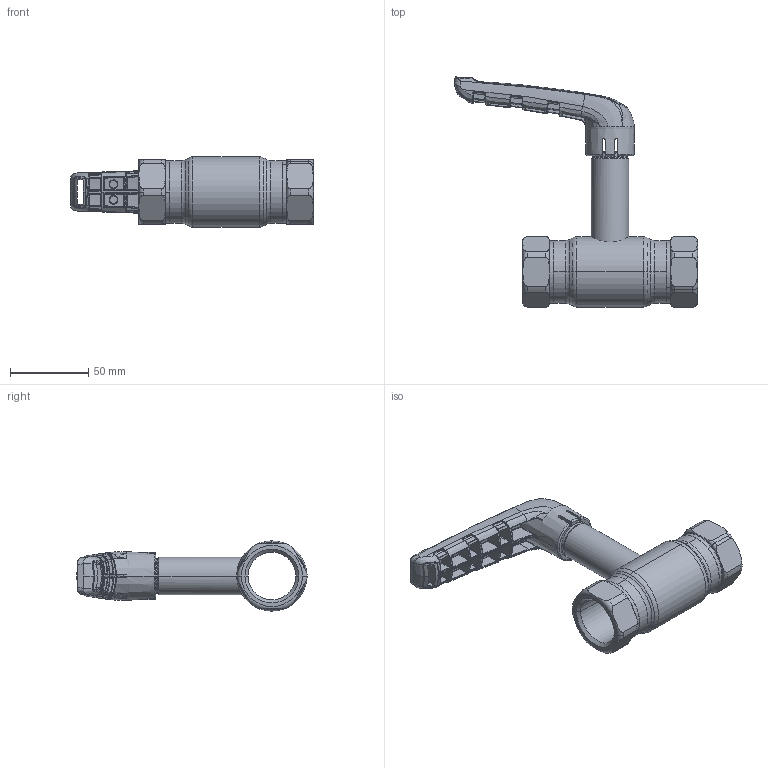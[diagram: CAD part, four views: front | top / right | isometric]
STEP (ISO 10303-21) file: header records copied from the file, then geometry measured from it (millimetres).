
FILE_DESCRIPTION (( 'STEP AP214' ), '1' );
FILE_NAME ('1025002001-xxxx.step', '2019-05-09T10:11:47', ( '' ), ( '' ), 'SwSTEP 2.0', 'SolidWorks 2017', '' );
FILE_SCHEMA (( 'AUTOMOTIVE_DESIGN' ));
Length unit declared in the file: millimetre
Products named in the file (1): 1025002001-xxxx
Bounding box: 155.57 x 147.31 x 45 mm (x, y, z)
Surface area: 44188.6 mm2 (no closed solid volume)
Topology: 0 solids, 7 shells, 751 faces, 2348 edges, 1498 vertices
Faces by surface type: bspline 575, plane 64, cylinder 46, torus 39, cone 21, sphere 6
Entity records: 57632 total; most frequent: CARTESIAN_POINT 34033, ORIENTED_EDGE 3907, EDGE_CURVE 2340, DIRECTION 1669, B_SPLINE_CURVE_WITH_KNOTS 1597, VERTEX_POINT 1496, EDGE_LOOP 770, UNCERTAINTY_MEASURE_WITH_UNIT 753
